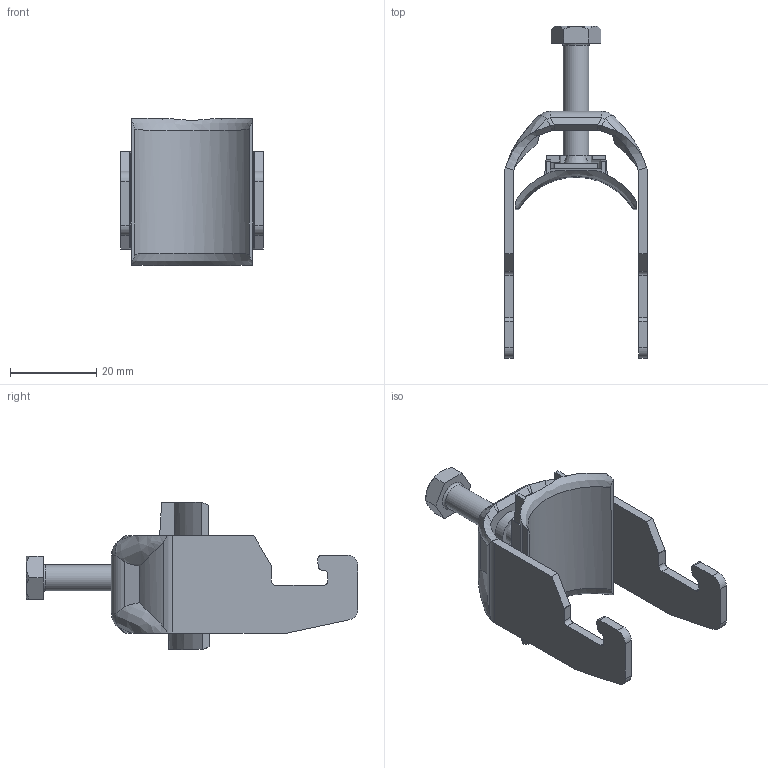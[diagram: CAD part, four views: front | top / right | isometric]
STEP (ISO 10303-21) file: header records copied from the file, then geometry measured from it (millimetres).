
FILE_DESCRIPTION (( 'STEP AP214' ), '1' );
FILE_NAME ('1186722.stp', '2023-09-22T09:03:09', ( '' ), ( '' ), 'SwSTEP 2.0', 'SolidWorks 2022', '' );
FILE_SCHEMA (( 'AUTOMOTIVE_DESIGN' ));
Length unit declared in the file: millimetre
Products named in the file (5): EB101-00-04_Standard; EB101-05-02_Einspritzpunkt Rechts; 142951_M6 x 26; 1186722; 157109_1Fach
Assembly tree (4 placements, depth 2):
  1186722
    157109_1Fach
    142951_M6 x 26
    EB101-00-04_Standard
    EB101-05-02_Einspritzpunkt Rechts
Bounding box: 33 x 76.75 x 34.05 mm (x, y, z)
Volume: 8789.8 mm3; surface area: 10147.9 mm2
Topology: 4 solids, 4 shells, 200 faces, 510 edges, 321 vertices
Faces by surface type: plane 111, cylinder 39, bspline 38, cone 7, sphere 4, torus 1
Full cylindrical faces by diameter (mm): 2.9 x1, 3.2 x1, 4.2 x2, 6 x1, 8.2 x2
Entity records: 13657 total; most frequent: CARTESIAN_POINT 9122, ORIENTED_EDGE 980, DIRECTION 747, EDGE_CURVE 490, VERTEX_POINT 316, LINE 253, VECTOR 253, AXIS2_PLACEMENT_3D 247
